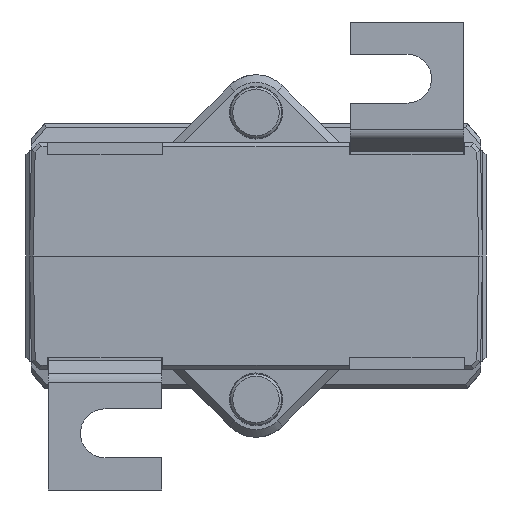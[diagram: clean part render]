
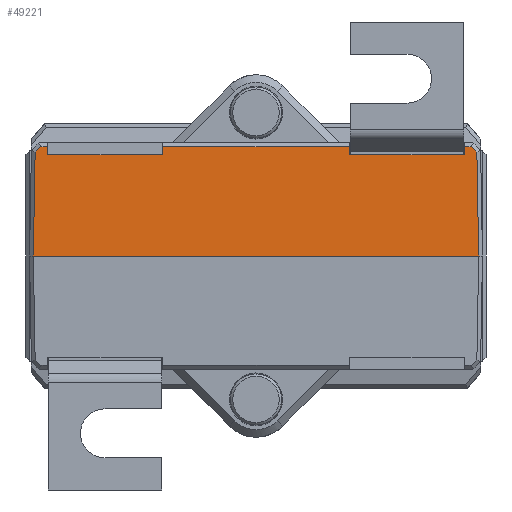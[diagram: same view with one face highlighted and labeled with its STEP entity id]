
A CAD part, front view. The second image highlights one B-rep face of the part: STEP entity #49221.
In plain terms, the highlighted planar face has unit normal (0, -1, 0.018).
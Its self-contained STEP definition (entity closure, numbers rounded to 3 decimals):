
#34174 = VERTEX_POINT ( 'NONE', #40270 ) ;
#34218 = VERTEX_POINT ( 'NONE', #40399 ) ;
#34220 = EDGE_CURVE ( 'NONE', #34218, #34174, #40405, .T. ) ;
#40270 = CARTESIAN_POINT ( 'NONE',  ( 29.5, -31., 0. ) ) ;
#40399 = CARTESIAN_POINT ( 'NONE',  ( -29.5, -31., 0. ) ) ;
#40403 = CARTESIAN_POINT ( 'NONE',  ( -30., -31., 0. ) ) ;
#40405 = LINE ( 'NONE', #40403, #40528 ) ;
#40526 = DIRECTION ( 'NONE',  ( 1., 0., 0. ) ) ;
#40528 = VECTOR ( 'NONE', #40526, 1000. ) ;
#42888 = VERTEX_POINT ( 'NONE', #61456 ) ;
#46070 = ORIENTED_EDGE ( 'NONE', *, *, #49055, .T. ) ;
#47866 = ORIENTED_EDGE ( 'NONE', *, *, #48785, .T. ) ;
#48051 = ORIENTED_EDGE ( 'NONE', *, *, #66864, .F. ) ;
#48224 = EDGE_LOOP ( 'NONE', ( #49215, #49210, #49201, #47866, #49322, #46070, #48787, #49247, #49152, #60915, #49150, #60972, #48051, #66895 ) ) ;
#48255 = VERTEX_POINT ( 'NONE', #68615 ) ;
#48264 = VERTEX_POINT ( 'NONE', #68657 ) ;
#48779 = VERTEX_POINT ( 'NONE', #68651 ) ;
#48785 = EDGE_CURVE ( 'NONE', #48779, #49218, #68645, .T. ) ;
#48787 = ORIENTED_EDGE ( 'NONE', *, *, #34220, .T. ) ;
#48962 = VERTEX_POINT ( 'NONE', #68643 ) ;
#48967 = EDGE_CURVE ( 'NONE', #48779, #48255, #68639, .T. ) ;
#49055 = EDGE_CURVE ( 'NONE', #49206, #34218, #68635, .T. ) ;
#49120 = EDGE_CURVE ( 'NONE', #49218, #49206, #68697, .T. ) ;
#49123 = VERTEX_POINT ( 'NONE', #68696 ) ;
#49138 = EDGE_CURVE ( 'NONE', #42888, #48264, #68691, .T. ) ;
#49150 = ORIENTED_EDGE ( 'NONE', *, *, #60811, .F. ) ;
#49152 = ORIENTED_EDGE ( 'NONE', *, *, #49238, .T. ) ;
#49168 = EDGE_CURVE ( 'NONE', #34174, #49250, #68683, .T. ) ;
#49197 = EDGE_CURVE ( 'NONE', #48255, #42888, #68679, .T. ) ;
#49201 = ORIENTED_EDGE ( 'NONE', *, *, #48967, .F. ) ;
#49206 = VERTEX_POINT ( 'NONE', #68644 ) ;
#49210 = ORIENTED_EDGE ( 'NONE', *, *, #49197, .F. ) ;
#49215 = ORIENTED_EDGE ( 'NONE', *, *, #49138, .F. ) ;
#49218 = VERTEX_POINT ( 'NONE', #68686 ) ;
#49221 = ADVANCED_FACE ( 'NONE', ( #68690 ), #68673, .T. ) ;
#49225 = VERTEX_POINT ( 'NONE', #68684 ) ;
#49233 = EDGE_CURVE ( 'NONE', #49123, #49225, #68730, .T. ) ;
#49238 = EDGE_CURVE ( 'NONE', #49250, #49123, #68725, .T. ) ;
#49243 = VERTEX_POINT ( 'NONE', #68724 ) ;
#49247 = ORIENTED_EDGE ( 'NONE', *, *, #49168, .T. ) ;
#49250 = VERTEX_POINT ( 'NONE', #68668 ) ;
#49322 = ORIENTED_EDGE ( 'NONE', *, *, #49120, .T. ) ;
#60792 = VERTEX_POINT ( 'NONE', #68994 ) ;
#60811 = EDGE_CURVE ( 'NONE', #48962, #49225, #69049, .T. ) ;
#60915 = ORIENTED_EDGE ( 'NONE', *, *, #49233, .T. ) ;
#60972 = ORIENTED_EDGE ( 'NONE', *, *, #66908, .T. ) ;
#61456 = CARTESIAN_POINT ( 'NONE',  ( -12.392, -30.766, 13.4 ) ) ;
#66864 = EDGE_CURVE ( 'NONE', #60792, #49243, #69457, .T. ) ;
#66895 = ORIENTED_EDGE ( 'NONE', *, *, #67007, .T. ) ;
#66908 = EDGE_CURVE ( 'NONE', #48962, #49243, #69512, .T. ) ;
#67007 = EDGE_CURVE ( 'NONE', #60792, #48264, #69505, .T. ) ;
#68615 = CARTESIAN_POINT ( 'NONE',  ( -27.608, -30.766, 13.4 ) ) ;
#68635 = LINE ( 'NONE', #68700, #68699 ) ;
#68636 = DIRECTION ( 'NONE',  ( 0.009, -0.017, -1. ) ) ;
#68637 = VECTOR ( 'NONE', #68636, 1000. ) ;
#68638 = CARTESIAN_POINT ( 'NONE',  ( -27.491, -31., 0.022 ) ) ;
#68639 = LINE ( 'NONE', #68638, #68637 ) ;
#68640 = DIRECTION ( 'NONE',  ( -1., 0., 0. ) ) ;
#68641 = VECTOR ( 'NONE', #68640, 1000. ) ;
#68642 = CARTESIAN_POINT ( 'NONE',  ( -28.72, -30.747, 14.5 ) ) ;
#68643 = CARTESIAN_POINT ( 'NONE',  ( 27.608, -30.766, 13.4 ) ) ;
#68644 = CARTESIAN_POINT ( 'NONE',  ( -29.259, -30.76, 13.776 ) ) ;
#68645 = LINE ( 'NONE', #68642, #68641 ) ;
#68651 = CARTESIAN_POINT ( 'NONE',  ( -27.618, -30.747, 14.5 ) ) ;
#68657 = CARTESIAN_POINT ( 'NONE',  ( -12.382, -30.747, 14.5 ) ) ;
#68666 = DIRECTION ( 'NONE',  ( 0., -0.017, -1. ) ) ;
#68668 = CARTESIAN_POINT ( 'NONE',  ( 29.259, -30.76, 13.775 ) ) ;
#68673 = PLANE ( 'NONE',  #68695 ) ;
#68674 = CARTESIAN_POINT ( 'NONE',  ( -30., -31., 0. ) ) ;
#68675 = DIRECTION ( 'NONE',  ( 1., 0., 0. ) ) ;
#68676 = VECTOR ( 'NONE', #68675, 1000. ) ;
#68677 = CARTESIAN_POINT ( 'NONE',  ( -30., -30.766, 13.4 ) ) ;
#68679 = LINE ( 'NONE', #68677, #68676 ) ;
#68680 = DIRECTION ( 'NONE',  ( -0.017, 0.017, 1. ) ) ;
#68681 = VECTOR ( 'NONE', #68680, 1000. ) ;
#68682 = CARTESIAN_POINT ( 'NONE',  ( 29.482, -30.982, 1.038 ) ) ;
#68683 = LINE ( 'NONE', #68682, #68681 ) ;
#68684 = CARTESIAN_POINT ( 'NONE',  ( 27.618, -30.747, 14.5 ) ) ;
#68685 = DIRECTION ( 'NONE',  ( 0., -1., 0.017 ) ) ;
#68686 = CARTESIAN_POINT ( 'NONE',  ( -28.509, -30.747, 14.5 ) ) ;
#68687 = DIRECTION ( 'NONE',  ( 0.009, 0.017, 1. ) ) ;
#68688 = VECTOR ( 'NONE', #68687, 1000. ) ;
#68689 = CARTESIAN_POINT ( 'NONE',  ( -12.51, -31.003, -0.153 ) ) ;
#68690 = FACE_OUTER_BOUND ( 'NONE', #48224, .T. ) ;
#68691 = LINE ( 'NONE', #68689, #68688 ) ;
#68692 = DIRECTION ( 'NONE',  ( -0.719, -0.012, -0.695 ) ) ;
#68693 = VECTOR ( 'NONE', #68692, 1000. ) ;
#68694 = CARTESIAN_POINT ( 'NONE',  ( -29.404, -30.762, 13.636 ) ) ;
#68695 = AXIS2_PLACEMENT_3D ( 'NONE', #68674, #68685, #68666 ) ;
#68696 = CARTESIAN_POINT ( 'NONE',  ( 28.509, -30.747, 14.5 ) ) ;
#68697 = LINE ( 'NONE', #68694, #68693 ) ;
#68698 = DIRECTION ( 'NONE',  ( -0.017, -0.017, -1. ) ) ;
#68699 = VECTOR ( 'NONE', #68698, 1000. ) ;
#68700 = CARTESIAN_POINT ( 'NONE',  ( -29.5, -31., -0.009 ) ) ;
#68721 = DIRECTION ( 'NONE',  ( -0.719, 0.012, 0.695 ) ) ;
#68722 = VECTOR ( 'NONE', #68721, 1000. ) ;
#68723 = CARTESIAN_POINT ( 'NONE',  ( 28.368, -30.745, 14.636 ) ) ;
#68724 = CARTESIAN_POINT ( 'NONE',  ( 12.392, -30.766, 13.4 ) ) ;
#68725 = LINE ( 'NONE', #68723, #68722 ) ;
#68726 = DIRECTION ( 'NONE',  ( -1., 0., 0. ) ) ;
#68727 = VECTOR ( 'NONE', #68726, 1000. ) ;
#68729 = CARTESIAN_POINT ( 'NONE',  ( -28.72, -30.747, 14.5 ) ) ;
#68730 = LINE ( 'NONE', #68729, #68727 ) ;
#68994 = CARTESIAN_POINT ( 'NONE',  ( 12.382, -30.747, 14.5 ) ) ;
#69048 = CARTESIAN_POINT ( 'NONE',  ( 27.487, -31.009, -0.502 ) ) ;
#69049 = LINE ( 'NONE', #69048, #69085 ) ;
#69084 = DIRECTION ( 'NONE',  ( 0.009, 0.017, 1. ) ) ;
#69085 = VECTOR ( 'NONE', #69084, 1000. ) ;
#69457 = LINE ( 'NONE', #69516, #69515 ) ;
#69502 = DIRECTION ( 'NONE',  ( -1., 0., 0. ) ) ;
#69503 = VECTOR ( 'NONE', #69502, 1000. ) ;
#69504 = CARTESIAN_POINT ( 'NONE',  ( -28.72, -30.747, 14.5 ) ) ;
#69505 = LINE ( 'NONE', #69504, #69503 ) ;
#69509 = DIRECTION ( 'NONE',  ( -1., 0., 0. ) ) ;
#69510 = VECTOR ( 'NONE', #69509, 1000. ) ;
#69511 = CARTESIAN_POINT ( 'NONE',  ( -30., -30.766, 13.4 ) ) ;
#69512 = LINE ( 'NONE', #69511, #69510 ) ;
#69514 = DIRECTION ( 'NONE',  ( 0.009, -0.017, -1. ) ) ;
#69515 = VECTOR ( 'NONE', #69514, 1000. ) ;
#69516 = CARTESIAN_POINT ( 'NONE',  ( 12.505, -30.994, 0.371 ) ) ;
